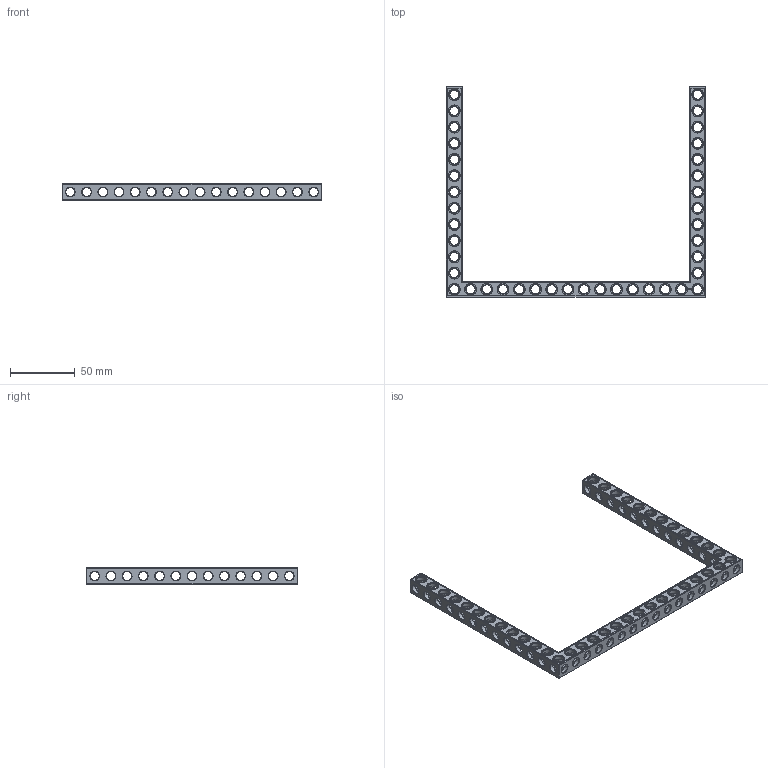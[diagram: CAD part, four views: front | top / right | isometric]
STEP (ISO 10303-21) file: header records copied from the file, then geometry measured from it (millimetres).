
FILE_DESCRIPTION(('FreeCAD Model'),'2;1');
FILE_NAME('Open CASCADE Shape Model','2022-03-06T14:04:16',('Author'),( ''),'Open CASCADE STEP processor 7.5','FreeCAD','Unknown');
FILE_SCHEMA(('AUTOMOTIVE_DESIGN { 1 0 10303 214 1 1 1 1 }'));
Products named in the file (1): Beam AGD ESS USH SYM BU16x13x01 - SPN-BEM-0567 (stemfie.org)
Bounding box: 200 x 162.5 x 12.5 mm (x, y, z)
Volume: 39082.4 mm3; surface area: 34889.3 mm2
Topology: 1 solids, 1 shells, 973 faces, 2987 edges, 1929 vertices
Faces by surface type: plane 412, cylinder 241, cone 162, extrusion 158
Full cylindrical faces by diameter (mm): 6.98 x28, 7 x173, 9.2 x40
Entity records: 201262 total; most frequent: CARTESIAN_POINT 145615, DIRECTION 9045, ORIENTED_EDGE 5974, PCURVE 5974, DEFINITIONAL_REPRESENTATION 5974, VECTOR 5505, LINE 5347, EDGE_CURVE 2987
